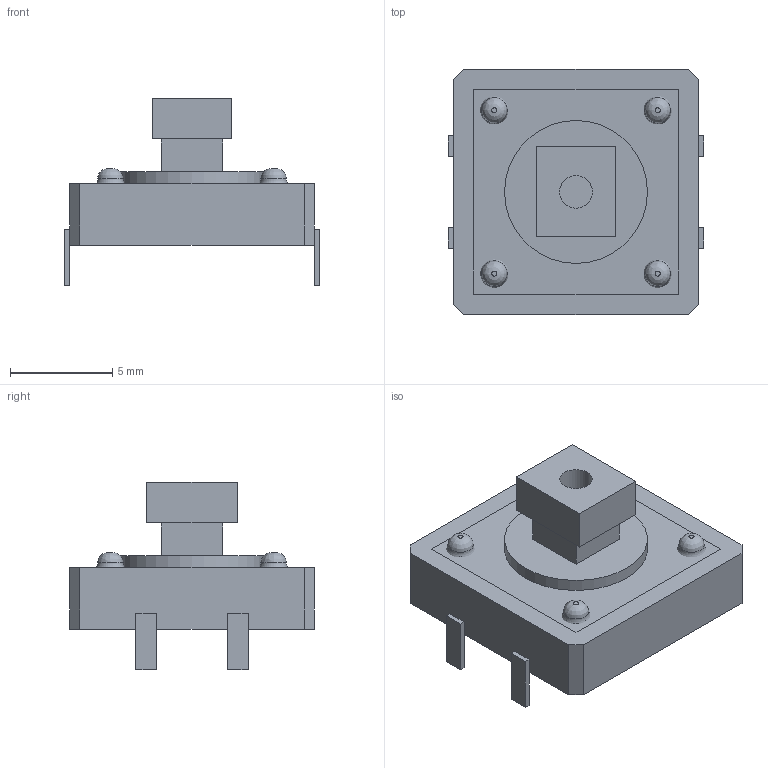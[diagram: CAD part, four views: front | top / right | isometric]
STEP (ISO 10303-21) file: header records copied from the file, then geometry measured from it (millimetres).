
FILE_DESCRIPTION(/* description */ (''),/* implementation_level */ '2;1');
FILE_NAME(/* name */ 'PCB Switch 01 v1.step',/* time_stamp */ '2021-06-17T10:31:31+10:00',/* author */ (''),/* organization */ (''),/* preprocessor_version */ 'ST-DEVELOPER v18.1',/* originating_system */ 'Autodesk Translation Framework v10.9.0.1377',/* authorisation */ '');
FILE_SCHEMA (('AUTOMOTIVE_DESIGN { 1 0 10303 214 3 1 1 }'));
Length unit declared in the file: millimetre
Products named in the file (2): PCB Switch 01; Switch
Assembly tree (1 placements, depth 2):
  PCB Switch 01
    Switch
Bounding box: 12.5 x 12 x 9.2 mm (x, y, z)
Volume: 501.8 mm3; surface area: 790.9 mm2
Topology: 7 solids, 7 shells, 81 faces, 185 edges, 122 vertices
Faces by surface type: plane 66, cylinder 7, torus 4, bspline 4
Full cylindrical faces by diameter (mm): 1.25 x4, 1.6 x1, 7 x2
Entity records: 2503 total; most frequent: CARTESIAN_POINT 575, DIRECTION 375, ORIENTED_EDGE 370, EDGE_CURVE 185, LINE 135, VECTOR 135, VERTEX_POINT 122, AXIS2_PLACEMENT_3D 120
